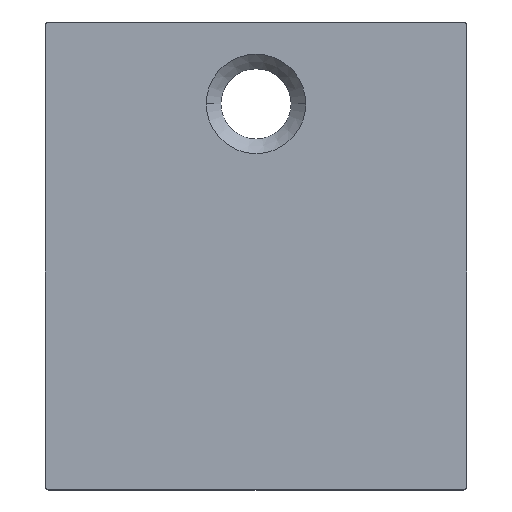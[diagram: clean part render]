
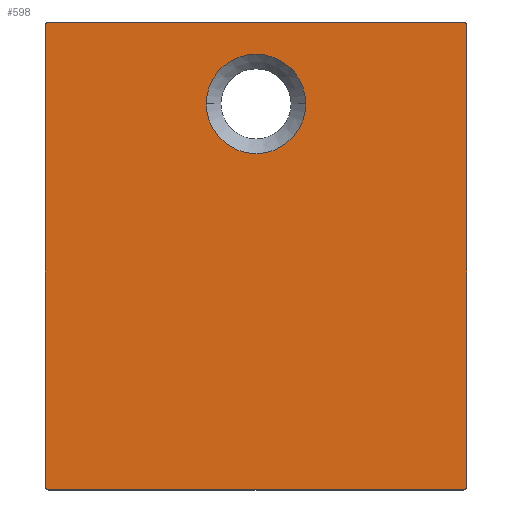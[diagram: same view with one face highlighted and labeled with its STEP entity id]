
A CAD part, top view. The second image highlights one B-rep face of the part: STEP entity #598.
In plain terms, the highlighted planar face has unit normal (0, 0, 1).
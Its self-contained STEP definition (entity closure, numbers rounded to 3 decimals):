
#10 = ORIENTED_EDGE ( 'NONE', *, *, #467, .T. ) ;
#24 = ORIENTED_EDGE ( 'NONE', *, *, #417, .T. ) ;
#28 = VERTEX_POINT ( 'NONE', #226 ) ;
#54 = CARTESIAN_POINT ( 'NONE',  ( 36., 0.3, 3. ) ) ;
#55 = ORIENTED_EDGE ( 'NONE', *, *, #265, .F. ) ;
#56 = VECTOR ( 'NONE', #246, 1000. ) ;
#62 = EDGE_LOOP ( 'NONE', ( #55, #132 ) ) ;
#67 = CIRCLE ( 'NONE', #589, 0.3 ) ;
#76 = CARTESIAN_POINT ( 'NONE',  ( 0., 39.7, 3. ) ) ;
#88 = CIRCLE ( 'NONE', #489, 0.3 ) ;
#92 = FACE_BOUND ( 'NONE', #62, .T. ) ;
#93 = EDGE_CURVE ( 'NONE', #577, #532, #209, .T. ) ;
#97 = CARTESIAN_POINT ( 'NONE',  ( 13.75, 33., 3. ) ) ;
#102 = DIRECTION ( 'NONE',  ( 0., 0., 1. ) ) ;
#107 = CIRCLE ( 'NONE', #449, 4.25 ) ;
#109 = DIRECTION ( 'NONE',  ( 0., 0., 1. ) ) ;
#132 = ORIENTED_EDGE ( 'NONE', *, *, #425, .F. ) ;
#137 = CARTESIAN_POINT ( 'NONE',  ( 36., 39.7, 3. ) ) ;
#152 = LINE ( 'NONE', #334, #516 ) ;
#155 = CARTESIAN_POINT ( 'NONE',  ( 22.25, 33., 3. ) ) ;
#160 = VERTEX_POINT ( 'NONE', #137 ) ;
#180 = CARTESIAN_POINT ( 'NONE',  ( 18., 33., 3. ) ) ;
#188 = CARTESIAN_POINT ( 'NONE',  ( 0.3, 39.7, 3. ) ) ;
#189 = LINE ( 'NONE', #420, #538 ) ;
#191 = CIRCLE ( 'NONE', #505, 4.25 ) ;
#209 = CIRCLE ( 'NONE', #231, 0.3 ) ;
#211 = CARTESIAN_POINT ( 'NONE',  ( 0.3, 39.7, 3. ) ) ;
#219 = VERTEX_POINT ( 'NONE', #416 ) ;
#223 = PLANE ( 'NONE',  #332 ) ;
#226 = CARTESIAN_POINT ( 'NONE',  ( 0.3, 40., 3. ) ) ;
#231 = AXIS2_PLACEMENT_3D ( 'NONE', #591, #450, #597 ) ;
#234 = CIRCLE ( 'NONE', #262, 0.3 ) ;
#235 = ORIENTED_EDGE ( 'NONE', *, *, #293, .T. ) ;
#236 = VERTEX_POINT ( 'NONE', #497 ) ;
#240 = LINE ( 'NONE', #616, #56 ) ;
#243 = DIRECTION ( 'NONE',  ( -1., 0., 0. ) ) ;
#246 = DIRECTION ( 'NONE',  ( 0., -1., 0. ) ) ;
#248 = CARTESIAN_POINT ( 'NONE',  ( 35.7, 0.3, 3. ) ) ;
#254 = ORIENTED_EDGE ( 'NONE', *, *, #395, .T. ) ;
#257 = ORIENTED_EDGE ( 'NONE', *, *, #277, .T. ) ;
#258 = EDGE_CURVE ( 'NONE', #299, #160, #189, .T. ) ;
#262 = AXIS2_PLACEMENT_3D ( 'NONE', #248, #102, #385 ) ;
#265 = EDGE_CURVE ( 'NONE', #316, #411, #107, .T. ) ;
#275 = DIRECTION ( 'NONE',  ( 0., 0., 1. ) ) ;
#277 = EDGE_CURVE ( 'NONE', #532, #219, #612, .T. ) ;
#286 = DIRECTION ( 'NONE',  ( 0., 0., -1. ) ) ;
#293 = EDGE_CURVE ( 'NONE', #430, #577, #240, .T. ) ;
#299 = VERTEX_POINT ( 'NONE', #54 ) ;
#316 = VERTEX_POINT ( 'NONE', #155 ) ;
#319 = EDGE_CURVE ( 'NONE', #236, #28, #152, .T. ) ;
#322 = DIRECTION ( 'NONE',  ( 1., 0., 0. ) ) ;
#332 = AXIS2_PLACEMENT_3D ( 'NONE', #188, #286, #499 ) ;
#334 = CARTESIAN_POINT ( 'NONE',  ( 0.3, 40., 3. ) ) ;
#348 = DIRECTION ( 'NONE',  ( -1., 0., 0. ) ) ;
#363 = FACE_OUTER_BOUND ( 'NONE', #384, .T. ) ;
#384 = EDGE_LOOP ( 'NONE', ( #10, #235, #555, #257, #254, #524, #24, #477 ) ) ;
#385 = DIRECTION ( 'NONE',  ( 1., 0., 0. ) ) ;
#388 = CARTESIAN_POINT ( 'NONE',  ( 18., 33., 3. ) ) ;
#395 = EDGE_CURVE ( 'NONE', #219, #299, #234, .T. ) ;
#411 = VERTEX_POINT ( 'NONE', #97 ) ;
#416 = CARTESIAN_POINT ( 'NONE',  ( 35.7, 0., 3. ) ) ;
#417 = EDGE_CURVE ( 'NONE', #160, #236, #88, .T. ) ;
#420 = CARTESIAN_POINT ( 'NONE',  ( 36., 0.3, 3. ) ) ;
#425 = EDGE_CURVE ( 'NONE', #411, #316, #191, .T. ) ;
#430 = VERTEX_POINT ( 'NONE', #76 ) ;
#438 = VECTOR ( 'NONE', #560, 1000. ) ;
#441 = DIRECTION ( 'NONE',  ( 1., 0., 0. ) ) ;
#449 = AXIS2_PLACEMENT_3D ( 'NONE', #180, #275, #322 ) ;
#450 = DIRECTION ( 'NONE',  ( 0., 0., 1. ) ) ;
#456 = DIRECTION ( 'NONE',  ( 0., 1., 0. ) ) ;
#465 = CARTESIAN_POINT ( 'NONE',  ( 0.3, 0., 3. ) ) ;
#467 = EDGE_CURVE ( 'NONE', #28, #430, #67, .T. ) ;
#477 = ORIENTED_EDGE ( 'NONE', *, *, #319, .T. ) ;
#482 = DIRECTION ( 'NONE',  ( 0., 0., 1. ) ) ;
#489 = AXIS2_PLACEMENT_3D ( 'NONE', #527, #109, #243 ) ;
#490 = CARTESIAN_POINT ( 'NONE',  ( 0.3, 0., 3. ) ) ;
#497 = CARTESIAN_POINT ( 'NONE',  ( 35.7, 40., 3. ) ) ;
#499 = DIRECTION ( 'NONE',  ( -1., 0., 0. ) ) ;
#505 = AXIS2_PLACEMENT_3D ( 'NONE', #388, #584, #441 ) ;
#516 = VECTOR ( 'NONE', #564, 1000. ) ;
#524 = ORIENTED_EDGE ( 'NONE', *, *, #258, .T. ) ;
#527 = CARTESIAN_POINT ( 'NONE',  ( 35.7, 39.7, 3. ) ) ;
#532 = VERTEX_POINT ( 'NONE', #490 ) ;
#538 = VECTOR ( 'NONE', #456, 1000. ) ;
#555 = ORIENTED_EDGE ( 'NONE', *, *, #93, .T. ) ;
#560 = DIRECTION ( 'NONE',  ( 1., 0., 0. ) ) ;
#564 = DIRECTION ( 'NONE',  ( -1., 0., 0. ) ) ;
#577 = VERTEX_POINT ( 'NONE', #608 ) ;
#584 = DIRECTION ( 'NONE',  ( 0., 0., 1. ) ) ;
#589 = AXIS2_PLACEMENT_3D ( 'NONE', #211, #482, #348 ) ;
#591 = CARTESIAN_POINT ( 'NONE',  ( 0.3, 0.3, 3. ) ) ;
#597 = DIRECTION ( 'NONE',  ( -1., 0., 0. ) ) ;
#598 = ADVANCED_FACE ( 'NONE', ( #363, #92 ), #223, .F. ) ;
#608 = CARTESIAN_POINT ( 'NONE',  ( 0., 0.3, 3. ) ) ;
#612 = LINE ( 'NONE', #465, #438 ) ;
#616 = CARTESIAN_POINT ( 'NONE',  ( 0., 0.3, 3. ) ) ;
